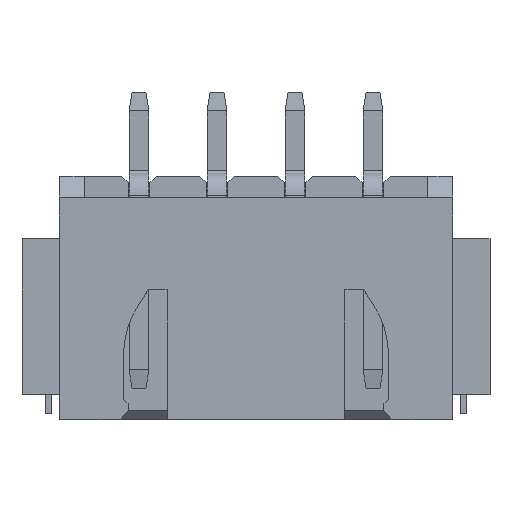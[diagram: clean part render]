
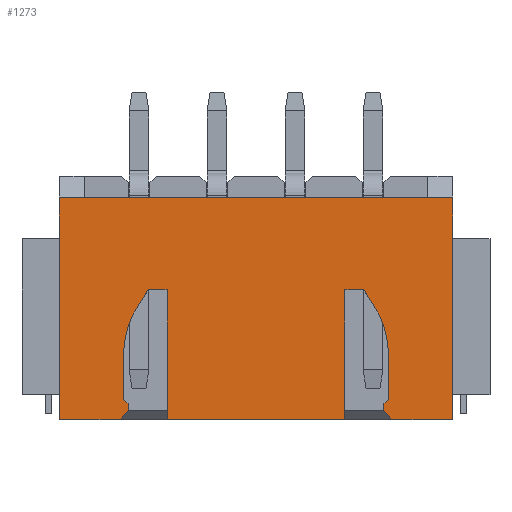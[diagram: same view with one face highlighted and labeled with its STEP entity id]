
A CAD part, top view. The second image highlights one B-rep face of the part: STEP entity #1273.
In plain terms, the highlighted planar face has unit normal (0, 0, 1).
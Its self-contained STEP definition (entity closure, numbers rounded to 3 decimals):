
#1120=VERTEX_POINT('',#1121);
#1121=CARTESIAN_POINT('',(6.3,1.85,6.2));
#1127=EDGE_CURVE('',#1120,#1128,#1130,.F.);
#1128=VERTEX_POINT('',#1129);
#1129=CARTESIAN_POINT('',(6.3,-5.25,6.2));
#1130=LINE('',#1131,#1132);
#1131=CARTESIAN_POINT('',(6.3,-1.35,6.2));
#1132=VECTOR('',#1133,1.0);
#1133=DIRECTION('',(0.,1.0,0.0));
#1160=EDGE_CURVE('',#1128,#1161,#1163,.F.);
#1161=VERTEX_POINT('',#1162);
#1162=CARTESIAN_POINT('',(4.35,-5.25,6.2));
#1163=LINE('',#1164,#1165);
#1164=CARTESIAN_POINT('',(-7.5,-5.25,6.2));
#1165=VECTOR('',#1166,1.0);
#1166=DIRECTION('',(1.0,0.0,0.0));
#1273=ADVANCED_FACE('',(#1274),#1438,.T.);
#1274=FACE_BOUND('',#1275,.T.);
#1275=EDGE_LOOP('',(#1276,#1286,#1294,#1302,#1310,#1319,#1327,#1335,#1343,#1351,#1359,#1367,#1375,#1384,#1392,#1400,#1408,#1414,#1415,#1416,#1424,#1432));
#1276=ORIENTED_EDGE('',*,*,#1277,.T.);
#1277=EDGE_CURVE('',#1278,#1280,#1282,.F.);
#1278=VERTEX_POINT('',#1279);
#1279=CARTESIAN_POINT('',(-4.35,-5.25,6.2));
#1280=VERTEX_POINT('',#1281);
#1281=CARTESIAN_POINT('',(-4.1,-4.952,6.2));
#1282=LINE('',#1283,#1284);
#1283=CARTESIAN_POINT('',(-4.1,-4.952,6.2));
#1284=VECTOR('',#1285,1.0);
#1285=DIRECTION('',(-0.643,-0.766,0.0));
#1286=ORIENTED_EDGE('',*,*,#1287,.T.);
#1287=EDGE_CURVE('',#1280,#1288,#1290,.F.);
#1288=VERTEX_POINT('',#1289);
#1289=CARTESIAN_POINT('',(-4.1,-4.75,6.2));
#1290=LINE('',#1291,#1292);
#1291=CARTESIAN_POINT('',(-4.1,-4.75,6.2));
#1292=VECTOR('',#1293,1.0);
#1293=DIRECTION('',(0.,-1.0,0.0));
#1294=ORIENTED_EDGE('',*,*,#1295,.T.);
#1295=EDGE_CURVE('',#1288,#1296,#1298,.F.);
#1296=VERTEX_POINT('',#1297);
#1297=CARTESIAN_POINT('',(-4.25,-4.6,6.2));
#1298=LINE('',#1299,#1300);
#1299=CARTESIAN_POINT('',(-4.25,-4.6,6.2));
#1300=VECTOR('',#1301,1.0);
#1301=DIRECTION('',(0.707,-0.707,0.0));
#1302=ORIENTED_EDGE('',*,*,#1303,.T.);
#1303=EDGE_CURVE('',#1296,#1304,#1306,.F.);
#1304=VERTEX_POINT('',#1305);
#1305=CARTESIAN_POINT('',(-4.25,-3.209,6.2));
#1306=LINE('',#1307,#1308);
#1307=CARTESIAN_POINT('',(-4.25,-3.209,6.2));
#1308=VECTOR('',#1309,1.0);
#1309=DIRECTION('',(0.,-1.0,0.0));
#1310=ORIENTED_EDGE('',*,*,#1311,.T.);
#1311=EDGE_CURVE('',#1304,#1312,#1314,.F.);
#1312=VERTEX_POINT('',#1313);
#1313=CARTESIAN_POINT('',(-3.756,-1.56,6.2));
#1314=CIRCLE('',#1315,3.0);
#1315=AXIS2_PLACEMENT_3D('',#1316,#1317,#1318);
#1316=CARTESIAN_POINT('',(-1.25,-3.209,6.2));
#1317=DIRECTION('',(0.0,0.0,1.0));
#1318=DIRECTION('',(1.0,0.0,0.0));
#1319=ORIENTED_EDGE('',*,*,#1320,.T.);
#1320=EDGE_CURVE('',#1312,#1321,#1323,.F.);
#1321=VERTEX_POINT('',#1322);
#1322=CARTESIAN_POINT('',(-3.45,-1.095,6.2));
#1323=LINE('',#1324,#1325);
#1324=CARTESIAN_POINT('',(-3.45,-1.095,6.2));
#1325=VECTOR('',#1326,1.0);
#1326=DIRECTION('',(-0.55,-0.835,0.0));
#1327=ORIENTED_EDGE('',*,*,#1328,.T.);
#1328=EDGE_CURVE('',#1321,#1329,#1331,.F.);
#1329=VERTEX_POINT('',#1330);
#1330=CARTESIAN_POINT('',(-2.85,-1.095,6.2));
#1331=LINE('',#1332,#1333);
#1332=CARTESIAN_POINT('',(-2.85,-1.095,6.2));
#1333=VECTOR('',#1334,1.0);
#1334=DIRECTION('',(-1.0,0.,0.0));
#1335=ORIENTED_EDGE('',*,*,#1336,.T.);
#1336=EDGE_CURVE('',#1329,#1337,#1339,.F.);
#1337=VERTEX_POINT('',#1338);
#1338=CARTESIAN_POINT('',(-2.85,-5.25,6.2));
#1339=LINE('',#1340,#1341);
#1340=CARTESIAN_POINT('',(-2.85,-5.25,6.2));
#1341=VECTOR('',#1342,1.0);
#1342=DIRECTION('',(0.0,1.0,0.0));
#1343=ORIENTED_EDGE('',*,*,#1344,.T.);
#1344=EDGE_CURVE('',#1337,#1345,#1347,.T.);
#1345=VERTEX_POINT('',#1346);
#1346=CARTESIAN_POINT('',(2.85,-5.25,6.2));
#1347=LINE('',#1348,#1349);
#1348=CARTESIAN_POINT('',(-7.5,-5.25,6.2));
#1349=VECTOR('',#1350,1.0);
#1350=DIRECTION('',(1.0,0.0,0.0));
#1351=ORIENTED_EDGE('',*,*,#1352,.T.);
#1352=EDGE_CURVE('',#1345,#1353,#1355,.F.);
#1353=VERTEX_POINT('',#1354);
#1354=CARTESIAN_POINT('',(2.85,-1.095,6.2));
#1355=LINE('',#1356,#1357);
#1356=CARTESIAN_POINT('',(2.85,-5.25,6.2));
#1357=VECTOR('',#1358,1.0);
#1358=DIRECTION('',(0.0,-1.0,0.0));
#1359=ORIENTED_EDGE('',*,*,#1360,.T.);
#1360=EDGE_CURVE('',#1353,#1361,#1363,.F.);
#1361=VERTEX_POINT('',#1362);
#1362=CARTESIAN_POINT('',(3.45,-1.095,6.2));
#1363=LINE('',#1364,#1365);
#1364=CARTESIAN_POINT('',(2.85,-1.095,6.2));
#1365=VECTOR('',#1366,1.0);
#1366=DIRECTION('',(-1.0,0.,0.0));
#1367=ORIENTED_EDGE('',*,*,#1368,.T.);
#1368=EDGE_CURVE('',#1361,#1369,#1371,.F.);
#1369=VERTEX_POINT('',#1370);
#1370=CARTESIAN_POINT('',(3.756,-1.56,6.2));
#1371=LINE('',#1372,#1373);
#1372=CARTESIAN_POINT('',(3.45,-1.095,6.2));
#1373=VECTOR('',#1374,1.0);
#1374=DIRECTION('',(-0.55,0.835,0.0));
#1375=ORIENTED_EDGE('',*,*,#1376,.T.);
#1376=EDGE_CURVE('',#1369,#1377,#1379,.F.);
#1377=VERTEX_POINT('',#1378);
#1378=CARTESIAN_POINT('',(4.25,-3.209,6.2));
#1379=CIRCLE('',#1380,3.0);
#1380=AXIS2_PLACEMENT_3D('',#1381,#1382,#1383);
#1381=CARTESIAN_POINT('',(1.25,-3.209,6.2));
#1382=DIRECTION('',(0.0,0.0,1.0));
#1383=DIRECTION('',(-1.0,0.0,0.0));
#1384=ORIENTED_EDGE('',*,*,#1385,.T.);
#1385=EDGE_CURVE('',#1377,#1386,#1388,.F.);
#1386=VERTEX_POINT('',#1387);
#1387=CARTESIAN_POINT('',(4.25,-4.6,6.2));
#1388=LINE('',#1389,#1390);
#1389=CARTESIAN_POINT('',(4.25,-3.209,6.2));
#1390=VECTOR('',#1391,1.0);
#1391=DIRECTION('',(0.,1.0,0.0));
#1392=ORIENTED_EDGE('',*,*,#1393,.T.);
#1393=EDGE_CURVE('',#1386,#1394,#1396,.F.);
#1394=VERTEX_POINT('',#1395);
#1395=CARTESIAN_POINT('',(4.1,-4.75,6.2));
#1396=LINE('',#1397,#1398);
#1397=CARTESIAN_POINT('',(4.25,-4.6,6.2));
#1398=VECTOR('',#1399,1.0);
#1399=DIRECTION('',(0.707,0.707,0.0));
#1400=ORIENTED_EDGE('',*,*,#1401,.T.);
#1401=EDGE_CURVE('',#1394,#1402,#1404,.F.);
#1402=VERTEX_POINT('',#1403);
#1403=CARTESIAN_POINT('',(4.1,-4.952,6.2));
#1404=LINE('',#1405,#1406);
#1405=CARTESIAN_POINT('',(4.1,-4.75,6.2));
#1406=VECTOR('',#1407,1.0);
#1407=DIRECTION('',(0.,1.0,0.0));
#1408=ORIENTED_EDGE('',*,*,#1409,.T.);
#1409=EDGE_CURVE('',#1402,#1161,#1410,.F.);
#1410=LINE('',#1411,#1412);
#1411=CARTESIAN_POINT('',(4.1,-4.952,6.2));
#1412=VECTOR('',#1413,1.0);
#1413=DIRECTION('',(-0.643,0.766,0.0));
#1414=ORIENTED_EDGE('',*,*,#1160,.F.);
#1415=ORIENTED_EDGE('',*,*,#1127,.F.);
#1416=ORIENTED_EDGE('',*,*,#1417,.T.);
#1417=EDGE_CURVE('',#1120,#1418,#1420,.T.);
#1418=VERTEX_POINT('',#1419);
#1419=CARTESIAN_POINT('',(-6.3,1.85,6.2));
#1420=LINE('',#1421,#1422);
#1421=CARTESIAN_POINT('',(7.5,1.85,6.2));
#1422=VECTOR('',#1423,1.0);
#1423=DIRECTION('',(-1.0,0.,0.0));
#1424=ORIENTED_EDGE('',*,*,#1425,.T.);
#1425=EDGE_CURVE('',#1418,#1426,#1428,.F.);
#1426=VERTEX_POINT('',#1427);
#1427=CARTESIAN_POINT('',(-6.3,-5.25,6.2));
#1428=LINE('',#1429,#1430);
#1429=CARTESIAN_POINT('',(-6.3,-1.35,6.2));
#1430=VECTOR('',#1431,1.0);
#1431=DIRECTION('',(0.,1.0,0.0));
#1432=ORIENTED_EDGE('',*,*,#1433,.T.);
#1433=EDGE_CURVE('',#1426,#1278,#1434,.T.);
#1434=LINE('',#1435,#1436);
#1435=CARTESIAN_POINT('',(-7.5,-5.25,6.2));
#1436=VECTOR('',#1437,1.0);
#1437=DIRECTION('',(1.0,0.0,0.0));
#1438=PLANE('',#1439);
#1439=AXIS2_PLACEMENT_3D('',#1440,#1441,#1442);
#1440=CARTESIAN_POINT('',(0.0,-1.35,6.2));
#1441=DIRECTION('',(0.0,0.0,1.0));
#1442=DIRECTION('',(1.0,0.0,0.0));
